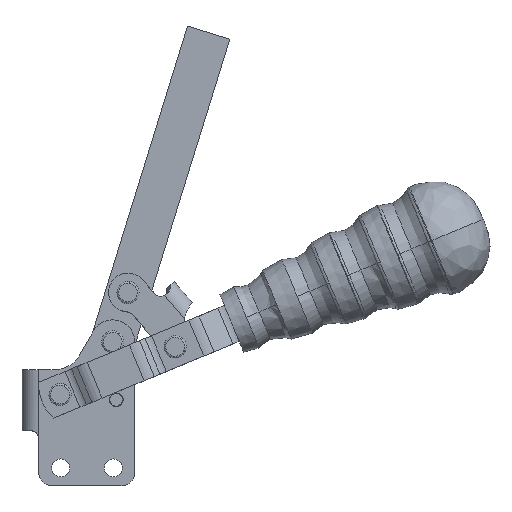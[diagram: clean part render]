
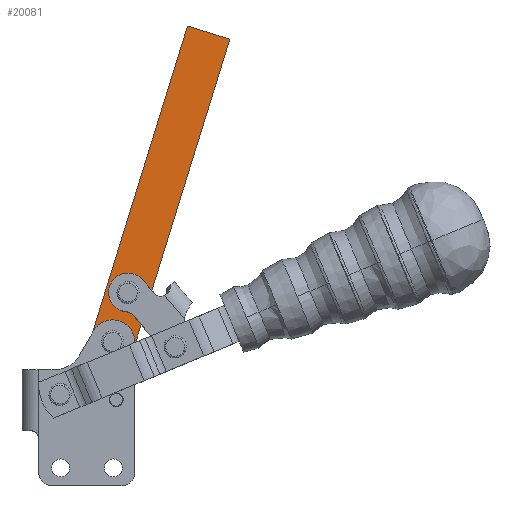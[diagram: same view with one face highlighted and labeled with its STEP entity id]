
A CAD part, top view. The second image highlights one B-rep face of the part: STEP entity #20081.
In plain terms, the highlighted planar face has unit normal (0, 0, 1).
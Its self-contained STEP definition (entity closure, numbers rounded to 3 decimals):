
#4768=CARTESIAN_POINT('',(-59.362,37.87,-173.513));
#4769=VERTEX_POINT('',#4768);
#4785=CARTESIAN_POINT('',(-53.332,35.497,-173.513));
#4786=VERTEX_POINT('',#4785);
#4793=CARTESIAN_POINT('',(-58.62,30.91,-173.513));
#4794=DIRECTION('',(0.,0.,-1.0));
#4795=DIRECTION('',(-0.106,0.994,0.));
#4796=AXIS2_PLACEMENT_3D('',#4793,#4794,#4795);
#4797=CIRCLE('',#4796,7.);
#4798=EDGE_CURVE('',#4769,#4786,#4797,.T.);
#4810=CARTESIAN_POINT('',(-57.9,23.618,-173.513));
#4811=VERTEX_POINT('',#4810);
#4827=CARTESIAN_POINT('',(-59.045,23.923,-173.513));
#4828=VERTEX_POINT('',#4827);
#4835=CARTESIAN_POINT('',(-59.228,20.928,-173.513));
#4836=DIRECTION('',(0.,0.,1.0));
#4837=DIRECTION('',(0.443,0.897,0.));
#4838=AXIS2_PLACEMENT_3D('',#4835,#4836,#4837);
#4839=CIRCLE('',#4838,3.);
#4840=EDGE_CURVE('',#4811,#4828,#4839,.T.);
#17567=CARTESIAN_POINT('',(-56.962,22.894,-173.513));
#17568=VERTEX_POINT('',#17567);
#17575=CARTESIAN_POINT('',(-53.844,19.3,-173.513));
#17576=VERTEX_POINT('',#17575);
#17577=CARTESIAN_POINT('',(-53.844,19.3,-173.513));
#17578=DIRECTION('',(-0.655,0.755,0.0));
#17579=VECTOR('',#17578,4.759);
#17580=LINE('',#17577,#17579);
#17581=EDGE_CURVE('',#17576,#17568,#17580,.T.);
#17698=CARTESIAN_POINT('',(-59.228,20.928,-173.513));
#17699=DIRECTION('',(0.,0.,1.0));
#17700=DIRECTION('',(0.443,0.897,0.));
#17701=AXIS2_PLACEMENT_3D('',#17698,#17699,#17700);
#17702=CIRCLE('',#17701,3.);
#17703=EDGE_CURVE('',#17568,#4811,#17702,.T.);
#17716=CARTESIAN_POINT('',(-58.62,30.91,-173.513));
#17717=DIRECTION('',(0.,0.,-1.0));
#17718=DIRECTION('',(-0.106,0.994,0.));
#17719=AXIS2_PLACEMENT_3D('',#17716,#17717,#17718);
#17720=CIRCLE('',#17719,7.);
#17721=EDGE_CURVE('',#4828,#4769,#17720,.T.);
#18816=CARTESIAN_POINT('',(-50.009,31.666,-173.513));
#18817=VERTEX_POINT('',#18816);
#18824=CARTESIAN_POINT('',(-53.332,35.497,-173.513));
#18825=DIRECTION('',(0.655,-0.755,0.0));
#18826=VECTOR('',#18825,5.07);
#18827=LINE('',#18824,#18826);
#18828=EDGE_CURVE('',#4786,#18817,#18827,.T.);
#20013=CARTESIAN_POINT('',(-48.018,65.104,-173.513));
#20014=DIRECTION('',(0.0,0.0,1.0));
#20015=DIRECTION('',(-0.296,-0.955,0.0));
#20016=AXIS2_PLACEMENT_3D('',#20013,#20014,#20015);
#20017=PLANE('',#20016);
#20018=ORIENTED_EDGE('',*,*,#18828,.T.);
#20019=CARTESIAN_POINT('',(-21.868,122.431,-173.513));
#20020=VERTEX_POINT('',#20019);
#20021=CARTESIAN_POINT('',(-21.868,122.431,-173.513));
#20022=DIRECTION('',(-0.296,-0.955,0.0));
#20023=VECTOR('',#20022,95.027);
#20024=LINE('',#20021,#20023);
#20025=EDGE_CURVE('',#20020,#18817,#20024,.T.);
#20026=ORIENTED_EDGE('',*,*,#20025,.F.);
#20027=CARTESIAN_POINT('',(-37.15,127.17,-173.513));
#20028=VERTEX_POINT('',#20027);
#20029=CARTESIAN_POINT('',(-37.15,127.17,-173.513));
#20030=DIRECTION('',(0.955,-0.296,0.0));
#20031=VECTOR('',#20030,16.);
#20032=LINE('',#20029,#20031);
#20033=EDGE_CURVE('',#20028,#20020,#20032,.T.);
#20034=ORIENTED_EDGE('',*,*,#20033,.F.);
#20035=CARTESIAN_POINT('',(-71.533,16.273,-173.513));
#20036=VERTEX_POINT('',#20035);
#20037=CARTESIAN_POINT('',(-71.533,16.273,-173.513));
#20038=DIRECTION('',(0.296,0.955,0.0));
#20039=VECTOR('',#20038,116.104);
#20040=LINE('',#20037,#20039);
#20041=EDGE_CURVE('',#20036,#20028,#20040,.T.);
#20042=ORIENTED_EDGE('',*,*,#20041,.F.);
#20043=CARTESIAN_POINT('',(-71.086,17.049,-173.513));
#20044=VERTEX_POINT('',#20043);
#20045=CARTESIAN_POINT('',(-71.086,17.049,-173.513));
#20046=DIRECTION('',(-0.5,-0.866,0.0));
#20047=VECTOR('',#20046,0.896);
#20048=LINE('',#20045,#20047);
#20049=EDGE_CURVE('',#20044,#20036,#20048,.T.);
#20050=ORIENTED_EDGE('',*,*,#20049,.F.);
#20051=CARTESIAN_POINT('',(-56.157,13.049,-173.513));
#20052=VERTEX_POINT('',#20051);
#20053=CARTESIAN_POINT('',(-64.157,13.049,-173.513));
#20054=DIRECTION('',(0.0,0.0,-1.0));
#20055=DIRECTION('',(-1.0,0.0,0.0));
#20056=AXIS2_PLACEMENT_3D('',#20053,#20054,#20055);
#20057=CIRCLE('',#20056,8.0);
#20058=EDGE_CURVE('',#20044,#20052,#20057,.T.);
#20059=ORIENTED_EDGE('',*,*,#20058,.T.);
#20060=CARTESIAN_POINT('',(-56.157,11.837,-173.513));
#20061=VERTEX_POINT('',#20060);
#20062=CARTESIAN_POINT('',(-56.157,13.049,-173.513));
#20063=DIRECTION('',(0.0,-1.0,0.0));
#20064=VECTOR('',#20063,1.212);
#20065=LINE('',#20062,#20064);
#20066=EDGE_CURVE('',#20052,#20061,#20065,.T.);
#20067=ORIENTED_EDGE('',*,*,#20066,.T.);
#20068=CARTESIAN_POINT('',(-53.844,19.3,-173.513));
#20069=DIRECTION('',(-0.296,-0.955,0.0));
#20070=VECTOR('',#20069,7.813);
#20071=LINE('',#20068,#20070);
#20072=EDGE_CURVE('',#17576,#20061,#20071,.T.);
#20073=ORIENTED_EDGE('',*,*,#20072,.F.);
#20074=ORIENTED_EDGE('',*,*,#17581,.T.);
#20075=ORIENTED_EDGE('',*,*,#17703,.T.);
#20076=ORIENTED_EDGE('',*,*,#4840,.T.);
#20077=ORIENTED_EDGE('',*,*,#17721,.T.);
#20078=ORIENTED_EDGE('',*,*,#4798,.T.);
#20079=EDGE_LOOP('',(#20018,#20026,#20034,#20042,#20050,#20059,#20067,#20073,#20074,#20075,#20076,#20077,#20078));
#20080=FACE_OUTER_BOUND('',#20079,.T.);
#20081=ADVANCED_FACE('',(#20080),#20017,.T.);
